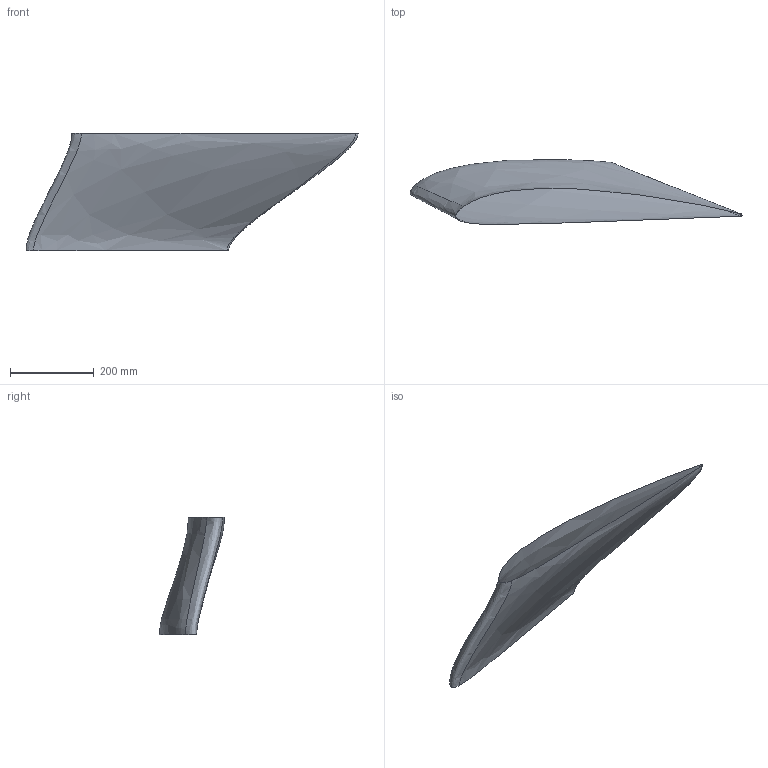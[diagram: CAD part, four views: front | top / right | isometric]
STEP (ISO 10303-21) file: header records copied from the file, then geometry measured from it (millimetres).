
FILE_DESCRIPTION(('Deadalus Python STEP AP203 Export'), '1');
FILE_NAME('Clark_wing.step','2025-10-01 18:33:30.143898',(''),(''),'Deadalus Python STEP AP203 Export','Deadalus2Step203','0.1.1-beta');
FILE_SCHEMA(('CONFIG_CONTROL_DESIGN'));
Length unit declared in the file: metre
Products named in the file (1): Clark_wing
Bounding box: 792.92 x 155.63 x 280 mm (x, y, z)
Surface area: 357807.8 mm2 (no closed solid volume)
Topology: 0 solids, 4 shells, 4 faces, 16 edges, 16 vertices
Faces by surface type: bspline 4
Entity records: 159 total; most frequent: CARTESIAN_POINT 64, VERTEX_POINT 16, B_SPLINE_CURVE_WITH_KNOTS 16, EDGE_CURVE 16, ORIENTED_EDGE 16, B_SPLINE_SURFACE_WITH_KNOTS 4, EDGE_LOOP 4, FACE_OUTER_BOUND 4
